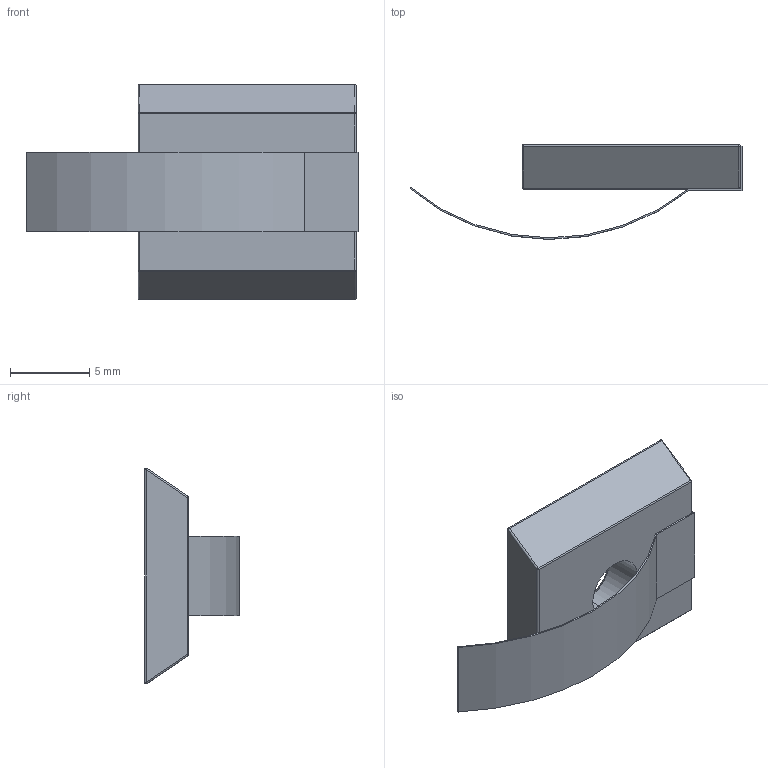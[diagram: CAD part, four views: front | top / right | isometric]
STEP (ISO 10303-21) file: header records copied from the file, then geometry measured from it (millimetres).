
FILE_DESCRIPTION (( 'STEP AP203' ), '1' );
FILE_NAME ('B32-40.STEP', '2018-04-02T16:34:35', ( 'User2' ), ( '' ), 'SwSTEP 2.0', 'SolidWorks 2007', '' );
FILE_SCHEMA (( 'CONFIG_CONTROL_DESIGN' ));
Length unit declared in the file: millimetre
Products named in the file (1): B32-40
Bounding box: 21 x 6 x 13.62 mm (x, y, z)
Volume: 435.7 mm3; surface area: 688.7 mm2
Topology: 1 solids, 1 shells, 42 faces, 104 edges, 56 vertices
Faces by surface type: cylinder 16, plane 14, bspline 10, cone 2
Entity records: 1399 total; most frequent: CARTESIAN_POINT 371, DIRECTION 206, ORIENTED_EDGE 196, EDGE_CURVE 98, AXIS2_PLACEMENT_3D 75, LINE 56, VECTOR 56, VERTEX_POINT 56
